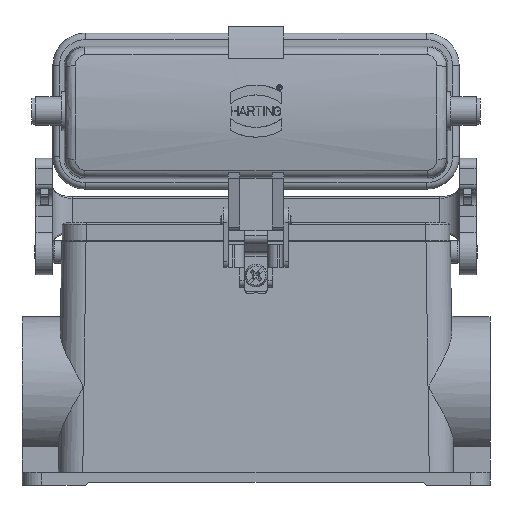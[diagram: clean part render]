
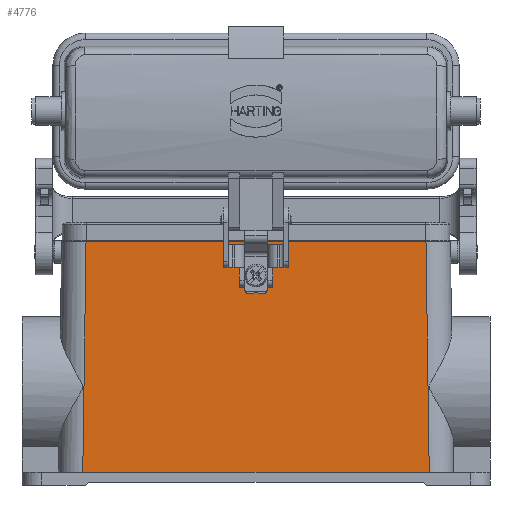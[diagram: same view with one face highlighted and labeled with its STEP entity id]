
A CAD part, front view. The second image highlights one B-rep face of the part: STEP entity #4776.
In plain terms, the highlighted planar face has unit normal (0, -1, 0.011).
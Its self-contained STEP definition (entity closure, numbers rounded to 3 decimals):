
#4776=ADVANCED_FACE('',(#5875),#5343,.T.);
#5343=PLANE('',#17840);
#5875=FACE_OUTER_BOUND('',#6612,.T.);
#6612=EDGE_LOOP('',(#9516,#9517,#9518,#9519,#9520,#9521,#9522,#9523,#9524,
#9525,#9526,#9527,#9528,#9529,#9530,#9531,#9532,#9533,#9534,#9535,#9536,
#9537,#9538,#9539,#9540,#9541,#9542,#9543));
#7221=CIRCLE('',#17837,1.);
#7222=CIRCLE('',#17838,0.5);
#7223=CIRCLE('',#17839,1.);
#9516=ORIENTED_EDGE('',*,*,#13536,.F.);
#9517=ORIENTED_EDGE('',*,*,#13537,.F.);
#9518=ORIENTED_EDGE('',*,*,#13481,.F.);
#9519=ORIENTED_EDGE('',*,*,#13538,.T.);
#9520=ORIENTED_EDGE('',*,*,#13523,.F.);
#9521=ORIENTED_EDGE('',*,*,#13539,.T.);
#9522=ORIENTED_EDGE('',*,*,#13485,.F.);
#9523=ORIENTED_EDGE('',*,*,#13540,.F.);
#9524=ORIENTED_EDGE('',*,*,#13541,.F.);
#9525=ORIENTED_EDGE('',*,*,#13542,.F.);
#9526=ORIENTED_EDGE('',*,*,#13543,.F.);
#9527=ORIENTED_EDGE('',*,*,#13544,.T.);
#9528=ORIENTED_EDGE('',*,*,#13545,.F.);
#9529=ORIENTED_EDGE('',*,*,#13546,.F.);
#9530=ORIENTED_EDGE('',*,*,#13547,.F.);
#9531=ORIENTED_EDGE('',*,*,#13548,.F.);
#9532=ORIENTED_EDGE('',*,*,#13549,.F.);
#9533=ORIENTED_EDGE('',*,*,#13550,.F.);
#9534=ORIENTED_EDGE('',*,*,#13551,.F.);
#9535=ORIENTED_EDGE('',*,*,#13552,.F.);
#9536=ORIENTED_EDGE('',*,*,#13553,.F.);
#9537=ORIENTED_EDGE('',*,*,#13554,.F.);
#9538=ORIENTED_EDGE('',*,*,#13555,.F.);
#9539=ORIENTED_EDGE('',*,*,#13556,.F.);
#9540=ORIENTED_EDGE('',*,*,#13557,.F.);
#9541=ORIENTED_EDGE('',*,*,#13558,.T.);
#9542=ORIENTED_EDGE('',*,*,#13559,.F.);
#9543=ORIENTED_EDGE('',*,*,#13560,.F.);
#11896=VERTEX_POINT('',#28164);
#11897=VERTEX_POINT('',#28165);
#11900=VERTEX_POINT('',#28171);
#11901=VERTEX_POINT('',#28173);
#11931=VERTEX_POINT('',#28303);
#11932=VERTEX_POINT('',#28305);
#11940=VERTEX_POINT('',#28329);
#11941=VERTEX_POINT('',#28330);
#11942=VERTEX_POINT('',#28335);
#11943=VERTEX_POINT('',#28337);
#11944=VERTEX_POINT('',#28339);
#11945=VERTEX_POINT('',#28341);
#11946=VERTEX_POINT('',#28343);
#11947=VERTEX_POINT('',#28345);
#11948=VERTEX_POINT('',#28347);
#11949=VERTEX_POINT('',#28349);
#11950=VERTEX_POINT('',#28351);
#11951=VERTEX_POINT('',#28353);
#11952=VERTEX_POINT('',#28355);
#11953=VERTEX_POINT('',#28357);
#11954=VERTEX_POINT('',#28359);
#11955=VERTEX_POINT('',#28361);
#11956=VERTEX_POINT('',#28363);
#11957=VERTEX_POINT('',#28365);
#11958=VERTEX_POINT('',#28367);
#11959=VERTEX_POINT('',#28369);
#11960=VERTEX_POINT('',#28371);
#11961=VERTEX_POINT('',#28373);
#13481=EDGE_CURVE('',#11896,#11897,#14952,.T.);
#13485=EDGE_CURVE('',#11900,#11901,#14956,.T.);
#13523=EDGE_CURVE('',#11931,#11932,#14979,.T.);
#13536=EDGE_CURVE('',#11940,#11941,#14989,.T.);
#13537=EDGE_CURVE('',#11897,#11940,#14990,.T.);
#13538=EDGE_CURVE('',#11896,#11932,#14991,.T.);
#13539=EDGE_CURVE('',#11931,#11901,#14992,.T.);
#13540=EDGE_CURVE('',#11942,#11900,#14993,.T.);
#13541=EDGE_CURVE('',#11943,#11942,#14994,.T.);
#13542=EDGE_CURVE('',#11944,#11943,#14995,.T.);
#13543=EDGE_CURVE('',#11945,#11944,#14996,.T.);
#13544=EDGE_CURVE('',#11945,#11946,#14997,.T.);
#13545=EDGE_CURVE('',#11947,#11946,#14998,.T.);
#13546=EDGE_CURVE('',#11948,#11947,#14999,.T.);
#13547=EDGE_CURVE('',#11949,#11948,#15000,.T.);
#13548=EDGE_CURVE('',#11950,#11949,#7221,.T.);
#13549=EDGE_CURVE('',#11951,#11950,#15001,.T.);
#13550=EDGE_CURVE('',#11952,#11951,#15002,.T.);
#13551=EDGE_CURVE('',#11953,#11952,#7222,.T.);
#13552=EDGE_CURVE('',#11954,#11953,#15003,.T.);
#13553=EDGE_CURVE('',#11955,#11954,#15004,.T.);
#13554=EDGE_CURVE('',#11956,#11955,#7223,.T.);
#13555=EDGE_CURVE('',#11957,#11956,#15005,.T.);
#13556=EDGE_CURVE('',#11958,#11957,#15006,.T.);
#13557=EDGE_CURVE('',#11959,#11958,#15007,.T.);
#13558=EDGE_CURVE('',#11959,#11960,#15008,.T.);
#13559=EDGE_CURVE('',#11961,#11960,#15009,.T.);
#13560=EDGE_CURVE('',#11941,#11961,#15010,.T.);
#14952=LINE('',#28163,#16098);
#14956=LINE('',#28172,#16102);
#14979=LINE('',#28304,#16125);
#14989=LINE('',#28328,#16135);
#14990=LINE('',#28331,#16136);
#14991=LINE('',#28332,#16137);
#14992=LINE('',#28333,#16138);
#14993=LINE('',#28334,#16139);
#14994=LINE('',#28336,#16140);
#14995=LINE('',#28338,#16141);
#14996=LINE('',#28340,#16142);
#14997=LINE('',#28342,#16143);
#14998=LINE('',#28344,#16144);
#14999=LINE('',#28346,#16145);
#15000=LINE('',#28348,#16146);
#15001=LINE('',#28352,#16147);
#15002=LINE('',#28354,#16148);
#15003=LINE('',#28358,#16149);
#15004=LINE('',#28360,#16150);
#15005=LINE('',#28364,#16151);
#15006=LINE('',#28366,#16152);
#15007=LINE('',#28368,#16153);
#15008=LINE('',#28370,#16154);
#15009=LINE('',#28372,#16155);
#15010=LINE('',#28374,#16156);
#16098=VECTOR('',#20237,1.);
#16102=VECTOR('',#20241,1.);
#16125=VECTOR('',#20300,1.);
#16135=VECTOR('',#20322,1.);
#16136=VECTOR('',#20323,1.);
#16137=VECTOR('',#20324,1.);
#16138=VECTOR('',#20325,1.);
#16139=VECTOR('',#20326,1.);
#16140=VECTOR('',#20327,1.);
#16141=VECTOR('',#20328,1.);
#16142=VECTOR('',#20329,1.);
#16143=VECTOR('',#20330,1.);
#16144=VECTOR('',#20331,1.);
#16145=VECTOR('',#20332,1.);
#16146=VECTOR('',#20333,1.);
#16147=VECTOR('',#20336,1.);
#16148=VECTOR('',#20337,1.);
#16149=VECTOR('',#20340,1.);
#16150=VECTOR('',#20341,1.);
#16151=VECTOR('',#20344,1.);
#16152=VECTOR('',#20345,1.);
#16153=VECTOR('',#20346,1.);
#16154=VECTOR('',#20347,1.);
#16155=VECTOR('',#20348,1.);
#16156=VECTOR('',#20349,1.);
#17837=AXIS2_PLACEMENT_3D('',#28350,#20334,#20335);
#17838=AXIS2_PLACEMENT_3D('',#28356,#20338,#20339);
#17839=AXIS2_PLACEMENT_3D('',#28362,#20342,#20343);
#17840=AXIS2_PLACEMENT_3D('',#28375,#20350,#20351);
#20237=DIRECTION('',(1.,0.,0.));
#20241=DIRECTION('',(1.,0.,0.));
#20300=DIRECTION('',(-1.,0.,0.));
#20322=DIRECTION('',(-1.,0.,0.));
#20323=DIRECTION('',(0.,-0.011,-1.));
#20324=DIRECTION('',(-0.014,-0.011,-1.));
#20325=DIRECTION('',(-0.014,0.011,1.));
#20326=DIRECTION('',(0.,0.011,1.));
#20327=DIRECTION('',(-1.,0.,0.));
#20328=DIRECTION('',(0.,-0.011,-1.));
#20329=DIRECTION('',(-1.,0.,0.));
#20330=DIRECTION('',(0.,-0.011,-1.));
#20331=DIRECTION('',(1.,0.,0.));
#20332=DIRECTION('',(0.,0.011,1.));
#20333=DIRECTION('',(0.5,0.01,0.866));
#20334=DIRECTION('',(0.,-1.,0.011));
#20335=DIRECTION('',(0.866,-0.006,-0.5));
#20336=DIRECTION('',(1.,0.,0.));
#20337=DIRECTION('',(0.707,-0.008,-0.707));
#20338=DIRECTION('',(0.,1.,-0.011));
#20339=DIRECTION('',(0.,0.011,1.));
#20340=DIRECTION('',(0.707,0.008,0.707));
#20341=DIRECTION('',(1.,0.,0.));
#20342=DIRECTION('',(0.,-1.,0.011));
#20343=DIRECTION('',(0.,-0.011,-1.));
#20344=DIRECTION('',(0.5,-0.01,-0.866));
#20345=DIRECTION('',(0.,-0.011,-1.));
#20346=DIRECTION('',(1.,0.,0.));
#20347=DIRECTION('',(0.,0.011,1.));
#20348=DIRECTION('',(-1.,0.,0.));
#20349=DIRECTION('',(0.,0.011,1.));
#20350=DIRECTION('',(0.,-1.,0.011));
#20351=DIRECTION('',(1.,0.,0.));
#28163=CARTESIAN_POINT('',(59.8,-21.5,5.7));
#28164=CARTESIAN_POINT('',(-52.3,-21.5,5.7));
#28165=CARTESIAN_POINT('',(-1.6,-21.5,5.7));
#28171=CARTESIAN_POINT('',(1.6,-21.5,5.7));
#28172=CARTESIAN_POINT('',(59.8,-21.5,5.7));
#28173=CARTESIAN_POINT('',(52.3,-21.5,5.7));
#28303=CARTESIAN_POINT('',(53.3,-22.3,-65.25));
#28304=CARTESIAN_POINT('',(72.,-22.3,-65.25));
#28305=CARTESIAN_POINT('',(-53.3,-22.3,-65.25));
#28328=CARTESIAN_POINT('',(-1.75,-21.514,4.449));
#28329=CARTESIAN_POINT('',(-1.6,-21.514,4.449));
#28330=CARTESIAN_POINT('',(-1.75,-21.514,4.449));
#28331=CARTESIAN_POINT('',(-1.6,-21.5,5.714));
#28332=CARTESIAN_POINT('',(-53.302,-22.301,-65.356));
#28333=CARTESIAN_POINT('',(52.302,-21.501,5.594));
#28334=CARTESIAN_POINT('',(1.6,-21.553,1.015));
#28335=CARTESIAN_POINT('',(1.6,-21.514,4.449));
#28336=CARTESIAN_POINT('',(-1.75,-21.514,4.449));
#28337=CARTESIAN_POINT('',(1.75,-21.514,4.449));
#28338=CARTESIAN_POINT('',(1.75,-21.514,4.449));
#28339=CARTESIAN_POINT('',(1.75,-21.511,4.749));
#28340=CARTESIAN_POINT('',(5.1,-21.511,4.749));
#28341=CARTESIAN_POINT('',(3.6,-21.511,4.749));
#28342=CARTESIAN_POINT('',(3.6,-21.669,-9.25));
#28343=CARTESIAN_POINT('',(3.6,-21.657,-8.25));
#28344=CARTESIAN_POINT('',(3.5,-21.657,-8.25));
#28345=CARTESIAN_POINT('',(3.5,-21.657,-8.25));
#28346=CARTESIAN_POINT('',(3.5,-21.669,-9.25));
#28347=CARTESIAN_POINT('',(3.5,-21.669,-9.25));
#28348=CARTESIAN_POINT('',(3.211,-21.674,-9.75));
#28349=CARTESIAN_POINT('',(3.211,-21.674,-9.75));
#28350=CARTESIAN_POINT('',(2.345,-21.669,-9.25));
#28351=CARTESIAN_POINT('',(2.345,-21.68,-10.25));
#28352=CARTESIAN_POINT('',(-2.345,-21.68,-10.25));
#28353=CARTESIAN_POINT('',(0.707,-21.68,-10.25));
#28354=CARTESIAN_POINT('',(0.354,-21.676,-9.896));
#28355=CARTESIAN_POINT('',(0.354,-21.676,-9.896));
#28356=CARTESIAN_POINT('',(0.,-21.68,-10.25));
#28357=CARTESIAN_POINT('',(-0.354,-21.676,-9.896));
#28358=CARTESIAN_POINT('',(-0.707,-21.68,-10.25));
#28359=CARTESIAN_POINT('',(-0.707,-21.68,-10.25));
#28360=CARTESIAN_POINT('',(-2.345,-21.68,-10.25));
#28361=CARTESIAN_POINT('',(-2.345,-21.68,-10.25));
#28362=CARTESIAN_POINT('',(-2.345,-21.669,-9.25));
#28363=CARTESIAN_POINT('',(-3.211,-21.674,-9.75));
#28364=CARTESIAN_POINT('',(-3.5,-21.669,-9.25));
#28365=CARTESIAN_POINT('',(-3.5,-21.669,-9.25));
#28366=CARTESIAN_POINT('',(-3.5,-21.657,-8.25));
#28367=CARTESIAN_POINT('',(-3.5,-21.657,-8.25));
#28368=CARTESIAN_POINT('',(-5.1,-21.657,-8.25));
#28369=CARTESIAN_POINT('',(-3.6,-21.657,-8.25));
#28370=CARTESIAN_POINT('',(-3.6,-21.669,-9.25));
#28371=CARTESIAN_POINT('',(-3.6,-21.511,4.749));
#28372=CARTESIAN_POINT('',(5.1,-21.511,4.749));
#28373=CARTESIAN_POINT('',(-1.75,-21.511,4.749));
#28374=CARTESIAN_POINT('',(-1.75,-21.511,4.749));
#28375=CARTESIAN_POINT('',(0.,-22.3,-65.25));
